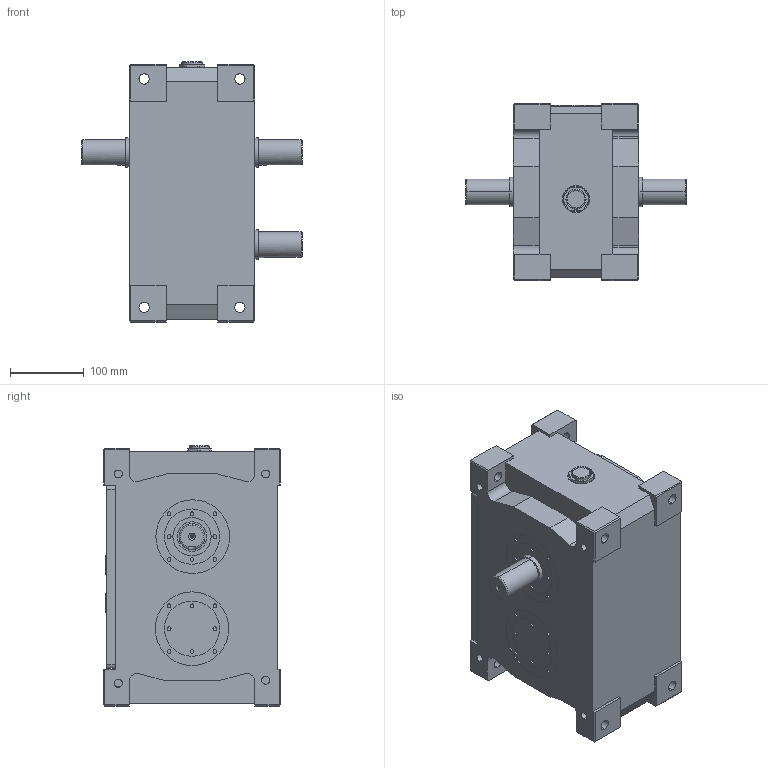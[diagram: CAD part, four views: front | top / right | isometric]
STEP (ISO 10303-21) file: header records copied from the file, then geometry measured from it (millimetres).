
FILE_DESCRIPTION (( 'STEP AP203' ), '1' );
FILE_NAME ('PC125.STEP', '2025-06-20T02:56:37', ( '' ), ( '' ), 'SwSTEP 2.0', 'SolidWorks 2018', '' );
FILE_SCHEMA (( 'CONFIG_CONTROL_DESIGN' ));
Length unit declared in the file: millimetre
Products named in the file (1): PC125
Bounding box: 300 x 240 x 353 mm (x, y, z)
Volume: 12879366.9 mm3; surface area: 428941.8 mm2
Topology: 1 solids, 1 shells, 618 faces, 1525 edges, 998 vertices
Faces by surface type: plane 342, cylinder 187, bspline 69, cone 12, torus 8
Entity records: 22345 total; most frequent: CARTESIAN_POINT 7708, ORIENTED_EDGE 3038, DIRECTION 2865, EDGE_CURVE 1519, VERTEX_POINT 998, VECTOR 965, LINE 965, AXIS2_PLACEMENT_3D 950
